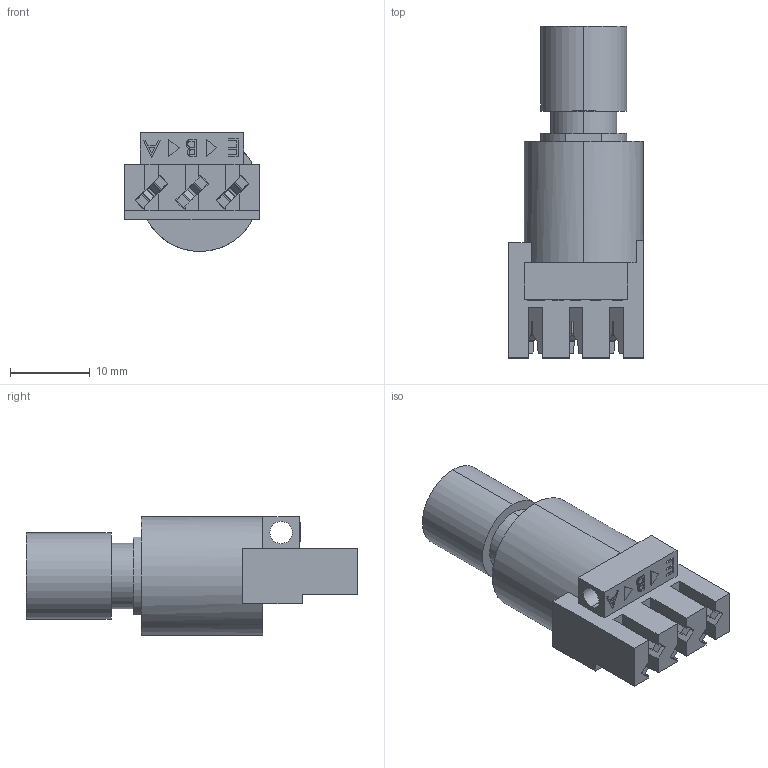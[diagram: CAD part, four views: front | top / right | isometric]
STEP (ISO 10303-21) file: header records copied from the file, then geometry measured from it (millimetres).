
FILE_DESCRIPTION (( 'STEP AP203' ), '1' );
FILE_NAME ('ACK2010.STEP', '2006-06-30T20:17:39', ( ' ' ), ( ' ' ), 'SwSTEP 2.0', 'SolidWorks 2005354', '' );
FILE_SCHEMA (( 'CONFIG_CONTROL_DESIGN' ));
Length unit declared in the file: inch
Products named in the file (1): ACK2010
Bounding box: 16.89 x 41.66 x 14.94 mm (x, y, z)
Volume: 4771.7 mm3; surface area: 3740.3 mm2
Topology: 1 solids, 1 shells, 236 faces, 624 edges, 414 vertices
Faces by surface type: plane 168, cylinder 57, bspline 9, cone 2
Entity records: 8139 total; most frequent: CARTESIAN_POINT 2130, ORIENTED_EDGE 1248, DIRECTION 1186, EDGE_CURVE 624, VECTOR 482, LINE 482, VERTEX_POINT 414, AXIS2_PLACEMENT_3D 352
